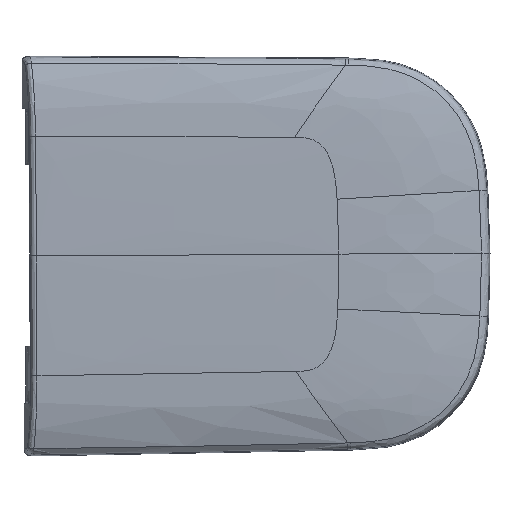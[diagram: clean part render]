
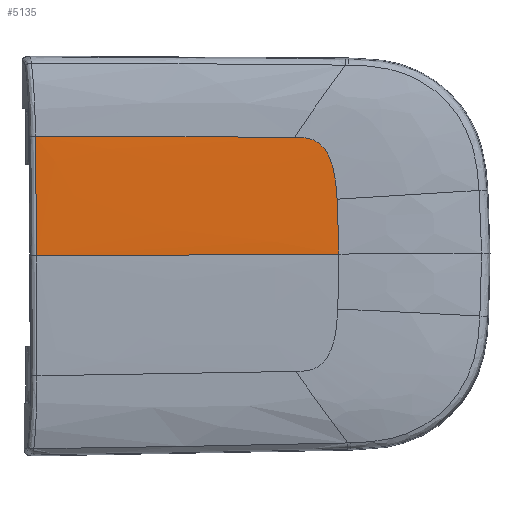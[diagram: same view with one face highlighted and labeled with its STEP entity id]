
A CAD part, top view. The second image highlights one B-rep face of the part: STEP entity #5135.
In plain terms, the highlighted free-form (B-spline) face has degree [3, 3] with [4, 4] control points.
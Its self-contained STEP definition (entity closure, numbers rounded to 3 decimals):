
#2712=CARTESIAN_POINT('',(5.243,-111.496,25.14));
#2713=VERTEX_POINT('',#2712);
#2721=CARTESIAN_POINT('',(-235.648,-108.957,24.721));
#2722=VERTEX_POINT('',#2721);
#2723=CARTESIAN_POINT('',(-235.648,-108.957,24.721));
#2724=CARTESIAN_POINT('',(-180.816,-109.799,25.021));
#2725=CARTESIAN_POINT('',(-100.521,-110.645,25.161));
#2726=CARTESIAN_POINT('',(5.243,-111.496,25.14));
#2727=B_SPLINE_CURVE_WITH_KNOTS('',3,(#2723,#2724,#2725,#2726),.UNSPECIFIED.,.F.,.U.,(4,4),(0.,0.976),.UNSPECIFIED.);
#2728=EDGE_CURVE('',#2722,#2713,#2727,.T.);
#4496=CARTESIAN_POINT('',(-276.467,0.,25.164));
#4497=VERTEX_POINT('',#4496);
#4584=CARTESIAN_POINT('',(4.943,0.,26.));
#4585=VERTEX_POINT('',#4584);
#4716=CARTESIAN_POINT('',(5.243,-111.496,25.14));
#4717=CARTESIAN_POINT('',(5.229,-108.806,25.209));
#4718=CARTESIAN_POINT('',(5.177,-103.55,25.321));
#4719=CARTESIAN_POINT('',(5.091,-87.605,25.585));
#4720=CARTESIAN_POINT('',(5.007,-63.718,25.814));
#4721=CARTESIAN_POINT('',(4.963,-37.169,25.944));
#4722=CARTESIAN_POINT('',(4.946,-15.92,25.992));
#4723=CARTESIAN_POINT('',(4.943,-5.327,26.));
#4724=CARTESIAN_POINT('',(4.943,0.,26.));
#4725=B_SPLINE_CURVE_WITH_KNOTS('',3,(#4716,#4717,#4718,#4719,#4720,#4721,#4722,#4723,#4724),.UNSPECIFIED.,.F.,.U.,(4,1,1,1,1,1,4),(8.46,9.281,10.105,13.402,16.699,18.348,19.996),.UNSPECIFIED.);
#4726=EDGE_CURVE('',#2713,#4585,#4725,.T.);
#5059=CARTESIAN_POINT('',(4.943,0.0,26.));
#5060=CARTESIAN_POINT('',(-140.129,0.0,25.99));
#5061=CARTESIAN_POINT('',(-233.918,0.0,25.711));
#5062=CARTESIAN_POINT('',(-276.467,0.0,25.164));
#5063=B_SPLINE_CURVE_WITH_KNOTS('',3,(#5059,#5060,#5061,#5062),.UNSPECIFIED.,.F.,.U.,(4,4),(0.017,0.932),.UNSPECIFIED.);
#5064=EDGE_CURVE('',#4585,#4497,#5063,.T.);
#5073=CARTESIAN_POINT('',(5.243,0.,26.));
#5074=CARTESIAN_POINT('',(-140.,0.,25.99));
#5075=CARTESIAN_POINT('',(-233.889,0.,25.712));
#5076=CARTESIAN_POINT('',(-276.467,0.,25.164));
#5077=CARTESIAN_POINT('',(5.243,-48.095,26.));
#5078=CARTESIAN_POINT('',(-140.,-48.095,25.99));
#5079=CARTESIAN_POINT('',(-233.889,-48.095,25.712));
#5080=CARTESIAN_POINT('',(-276.467,-48.095,25.164));
#5081=CARTESIAN_POINT('',(5.243,-90.235,25.684));
#5082=CARTESIAN_POINT('',(-140.,-90.235,25.674));
#5083=CARTESIAN_POINT('',(-233.888,-90.235,25.396));
#5084=CARTESIAN_POINT('',(-276.463,-90.235,24.849));
#5085=CARTESIAN_POINT('',(5.243,-111.496,25.139));
#5086=CARTESIAN_POINT('',(-140.001,-111.496,25.129));
#5087=CARTESIAN_POINT('',(-233.886,-111.496,24.851));
#5088=CARTESIAN_POINT('',(-276.456,-111.496,24.304));
#5089=B_SPLINE_SURFACE_WITH_KNOTS('',3,3,((#5073,#5077,#5081,#5085),(#5074,#5078,#5082,#5086),(#5075,#5079,#5083,#5087),(#5076,#5080,#5084,#5088)),.UNSPECIFIED.,.F.,.F.,.U.,(4,4),(4,4),(0.017,0.932),(0.0,0.836),.UNSPECIFIED.);
#5090=ORIENTED_EDGE('',*,*,#5064,.T.);
#5091=CARTESIAN_POINT('',(-275.051,-51.077,25.052));
#5092=VERTEX_POINT('',#5091);
#5093=CARTESIAN_POINT('',(-276.467,0.,25.164));
#5094=CARTESIAN_POINT('',(-276.467,-17.044,25.164));
#5095=CARTESIAN_POINT('',(-275.995,-34.07,25.132));
#5096=CARTESIAN_POINT('',(-275.051,-51.077,25.052));
#5097=B_SPLINE_CURVE_WITH_KNOTS('',3,(#5093,#5094,#5095,#5096),.UNSPECIFIED.,.F.,.U.,(4,4),(0.,1.),.UNSPECIFIED.);
#5098=EDGE_CURVE('',#4497,#5092,#5097,.T.);
#5099=ORIENTED_EDGE('',*,*,#5098,.T.);
#5100=CARTESIAN_POINT('',(-275.051,-51.077,25.052));
#5101=CARTESIAN_POINT('',(-274.899,-53.804,25.038));
#5102=CARTESIAN_POINT('',(-274.739,-56.458,25.024));
#5103=CARTESIAN_POINT('',(-274.545,-59.041,25.009));
#5104=CARTESIAN_POINT('',(-274.351,-61.623,24.995));
#5105=CARTESIAN_POINT('',(-274.124,-64.134,24.98));
#5106=CARTESIAN_POINT('',(-273.845,-66.572,24.965));
#5107=CARTESIAN_POINT('',(-273.286,-71.447,24.934));
#5108=CARTESIAN_POINT('',(-272.516,-76.028,24.902));
#5109=CARTESIAN_POINT('',(-271.454,-80.24,24.869));
#5110=CARTESIAN_POINT('',(-270.392,-84.452,24.837));
#5111=CARTESIAN_POINT('',(-269.039,-88.295,24.804));
#5112=CARTESIAN_POINT('',(-267.388,-91.67,24.775));
#5113=CARTESIAN_POINT('',(-265.736,-95.045,24.745));
#5114=CARTESIAN_POINT('',(-263.786,-97.951,24.718));
#5115=CARTESIAN_POINT('',(-261.57,-100.322,24.698));
#5116=CARTESIAN_POINT('',(-259.353,-102.693,24.678));
#5117=CARTESIAN_POINT('',(-256.87,-104.53,24.665));
#5118=CARTESIAN_POINT('',(-254.171,-105.846,24.659));
#5119=CARTESIAN_POINT('',(-251.472,-107.163,24.654));
#5120=CARTESIAN_POINT('',(-248.557,-107.959,24.658));
#5121=CARTESIAN_POINT('',(-245.462,-108.396,24.669));
#5122=CARTESIAN_POINT('',(-243.915,-108.615,24.675));
#5123=CARTESIAN_POINT('',(-242.323,-108.744,24.682));
#5124=CARTESIAN_POINT('',(-240.688,-108.822,24.691));
#5125=CARTESIAN_POINT('',(-239.052,-108.901,24.7));
#5126=CARTESIAN_POINT('',(-237.372,-108.929,24.71));
#5127=CARTESIAN_POINT('',(-235.648,-108.956,24.721));
#5128=B_SPLINE_CURVE_WITH_KNOTS('',3,(#5100,#5101,#5102,#5103,#5104,#5105,#5106,#5107,#5108,#5109,#5110,#5111,#5112,#5113,#5114,#5115,#5116,#5117,#5118,#5119,#5120,#5121,#5122,#5123,#5124,#5125,#5126,#5127),.UNSPECIFIED.,.F.,.U.,(4,3,3,3,3,3,3,3,3,4),(-1.,-0.929,-0.857,-0.714,-0.571,-0.429,-0.286,-0.143,-0.071,0.),.UNSPECIFIED.);
#5129=EDGE_CURVE('',#5092,#2722,#5128,.T.);
#5130=ORIENTED_EDGE('',*,*,#5129,.T.);
#5131=ORIENTED_EDGE('',*,*,#2728,.T.);
#5132=ORIENTED_EDGE('',*,*,#4726,.T.);
#5133=EDGE_LOOP('',(#5090,#5099,#5130,#5131,#5132));
#5134=FACE_OUTER_BOUND('',#5133,.T.);
#5135=ADVANCED_FACE('',(#5134),#5089,.T.);
